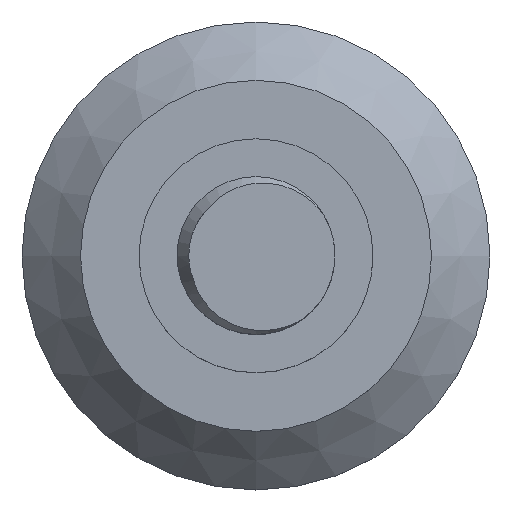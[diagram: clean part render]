
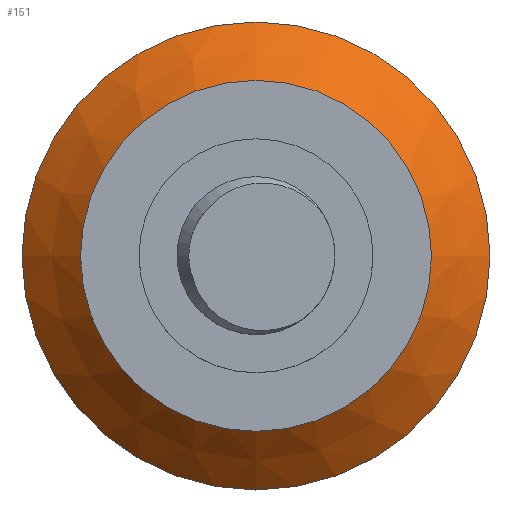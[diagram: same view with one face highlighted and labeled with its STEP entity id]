
A CAD part, top view. The second image highlights one B-rep face of the part: STEP entity #151.
In plain terms, the highlighted conical face has half-angle 45 degrees and reference radius 10 mm.
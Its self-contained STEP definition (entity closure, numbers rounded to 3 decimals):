
#88=CARTESIAN_POINT('',(10.,-150.,1.));
#89=VERTEX_POINT('',#88);
#98=CARTESIAN_POINT('',(-10.,-150.,1.));
#99=VERTEX_POINT('',#98);
#100=CARTESIAN_POINT('',(0.,-150.,1.));
#101=DIRECTION('',(-0.,-0.,1.));
#102=DIRECTION('',(-1.,0.,0.));
#103=AXIS2_PLACEMENT_3D('',#100,#101,#102);
#104=CIRCLE('',#103,10.);
#105=EDGE_CURVE('',#99,#89,#104,.T.);
#107=CARTESIAN_POINT('',(0.,-150.,1.));
#108=DIRECTION('',(-0.,-0.,1.));
#109=DIRECTION('',(-1.,0.,0.));
#110=AXIS2_PLACEMENT_3D('',#107,#108,#109);
#111=CIRCLE('',#110,10.);
#112=EDGE_CURVE('',#89,#99,#111,.T.);
#117=CARTESIAN_POINT('',(0.,-150.,1.));
#118=DIRECTION('',(0.,0.,-1.));
#119=DIRECTION('',(-1.,0.,0.));
#120=AXIS2_PLACEMENT_3D('',#117,#118,#119);
#121=CONICAL_SURFACE('',#120,10.,45.);
#122=CARTESIAN_POINT('',(-7.5,-150.,3.5));
#123=VERTEX_POINT('',#122);
#124=CARTESIAN_POINT('',(-10.,-150.,1.));
#125=DIRECTION('',(0.707,-0.,0.707));
#126=VECTOR('',#125,3.536);
#127=LINE('',#124,#126);
#128=EDGE_CURVE('',#99,#123,#127,.T.);
#129=ORIENTED_EDGE('',*,*,#128,.T.);
#130=CARTESIAN_POINT('',(7.5,-150.,3.5));
#131=VERTEX_POINT('',#130);
#132=CARTESIAN_POINT('',(0.,-150.,3.5));
#133=DIRECTION('',(0.,0.,1.));
#134=DIRECTION('',(1.,0.,-0.));
#135=AXIS2_PLACEMENT_3D('',#132,#133,#134);
#136=CIRCLE('',#135,7.5);
#137=EDGE_CURVE('',#131,#123,#136,.T.);
#138=ORIENTED_EDGE('',*,*,#137,.F.);
#139=CARTESIAN_POINT('',(0.,-150.,3.5));
#140=DIRECTION('',(0.,0.,1.));
#141=DIRECTION('',(1.,0.,-0.));
#142=AXIS2_PLACEMENT_3D('',#139,#140,#141);
#143=CIRCLE('',#142,7.5);
#144=EDGE_CURVE('',#123,#131,#143,.T.);
#145=ORIENTED_EDGE('',*,*,#144,.F.);
#146=ORIENTED_EDGE('',*,*,#128,.F.);
#147=ORIENTED_EDGE('',*,*,#105,.T.);
#148=ORIENTED_EDGE('',*,*,#112,.T.);
#149=EDGE_LOOP('',(#129,#138,#145,#146,#147,#148));
#150=FACE_BOUND('',#149,.T.);
#151=ADVANCED_FACE('',(#150),#121,.T.);
